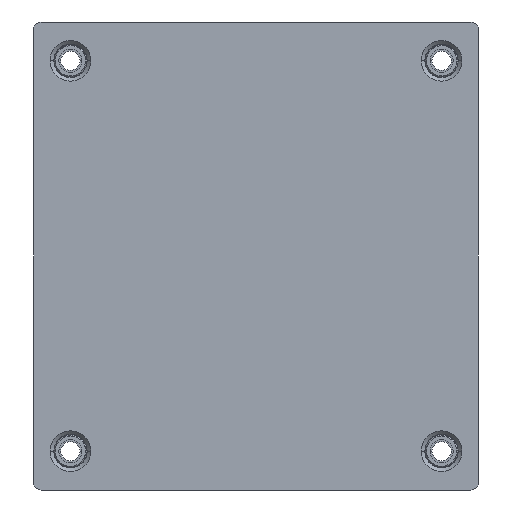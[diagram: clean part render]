
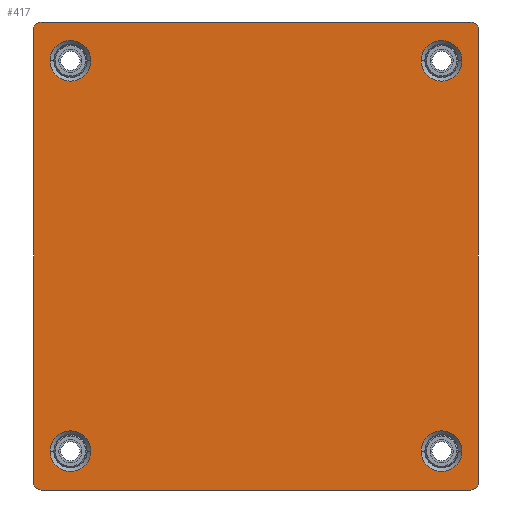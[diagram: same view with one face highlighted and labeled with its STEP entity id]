
A CAD part, front view. The second image highlights one B-rep face of the part: STEP entity #417.
In plain terms, the highlighted planar face has unit normal (0, -1, 0).
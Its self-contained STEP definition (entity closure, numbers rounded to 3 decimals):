
#2=CARTESIAN_POINT('',(27.95,0.,29.45));
#3=DIRECTION('',(0.,-1.,0.));
#4=DIRECTION('',(1.,0.,0.));
#5=AXIS2_PLACEMENT_3D('',#2,#3,#4);
#7=DIRECTION('',(0.,0.,-1.));
#8=VECTOR('',#7,58.9);
#9=CARTESIAN_POINT('',(28.95,0.,29.45));
#10=LINE('',#9,#8);
#11=CARTESIAN_POINT('',(27.95,0.,-29.45));
#12=DIRECTION('',(0.,-1.,0.));
#13=DIRECTION('',(0.,0.,-1.));
#14=AXIS2_PLACEMENT_3D('',#11,#12,#13);
#16=DIRECTION('',(-1.,0.,0.));
#17=VECTOR('',#16,55.9);
#18=CARTESIAN_POINT('',(27.95,0.,-30.45));
#19=LINE('',#18,#17);
#20=CARTESIAN_POINT('',(-27.95,0.,-29.45));
#21=DIRECTION('',(0.,-1.,0.));
#22=DIRECTION('',(-1.,0.,0.));
#23=AXIS2_PLACEMENT_3D('',#20,#21,#22);
#25=DIRECTION('',(0.,0.,1.));
#26=VECTOR('',#25,58.9);
#27=CARTESIAN_POINT('',(-28.95,0.,-29.45));
#28=LINE('',#27,#26);
#29=CARTESIAN_POINT('',(-27.95,0.,29.45));
#30=DIRECTION('',(0.,-1.,0.));
#31=DIRECTION('',(0.,0.,1.));
#32=AXIS2_PLACEMENT_3D('',#29,#30,#31);
#34=DIRECTION('',(1.,0.,0.));
#35=VECTOR('',#34,55.9);
#36=CARTESIAN_POINT('',(-27.95,0.,30.45));
#37=LINE('',#36,#35);
#38=CARTESIAN_POINT('',(24.15,0.,-25.4));
#39=DIRECTION('',(0.,1.,0.));
#40=DIRECTION('',(-1.,0.,0.));
#41=AXIS2_PLACEMENT_3D('',#38,#39,#40);
#43=CARTESIAN_POINT('',(24.15,0.,-25.4));
#44=DIRECTION('',(0.,1.,0.));
#45=DIRECTION('',(1.,0.,0.));
#46=AXIS2_PLACEMENT_3D('',#43,#44,#45);
#48=CARTESIAN_POINT('',(-24.15,0.,-25.4));
#49=DIRECTION('',(0.,1.,0.));
#50=DIRECTION('',(-1.,0.,0.));
#51=AXIS2_PLACEMENT_3D('',#48,#49,#50);
#53=CARTESIAN_POINT('',(-24.15,0.,-25.4));
#54=DIRECTION('',(0.,1.,0.));
#55=DIRECTION('',(1.,0.,0.));
#56=AXIS2_PLACEMENT_3D('',#53,#54,#55);
#58=CARTESIAN_POINT('',(-24.15,0.,25.4));
#59=DIRECTION('',(0.,1.,0.));
#60=DIRECTION('',(-1.,0.,0.));
#61=AXIS2_PLACEMENT_3D('',#58,#59,#60);
#63=CARTESIAN_POINT('',(-24.15,0.,25.4));
#64=DIRECTION('',(0.,1.,0.));
#65=DIRECTION('',(1.,0.,0.));
#66=AXIS2_PLACEMENT_3D('',#63,#64,#65);
#68=CARTESIAN_POINT('',(24.15,0.,25.4));
#69=DIRECTION('',(0.,1.,0.));
#70=DIRECTION('',(-1.,0.,0.));
#71=AXIS2_PLACEMENT_3D('',#68,#69,#70);
#73=CARTESIAN_POINT('',(24.15,0.,25.4));
#74=DIRECTION('',(0.,1.,0.));
#75=DIRECTION('',(1.,0.,0.));
#76=AXIS2_PLACEMENT_3D('',#73,#74,#75);
#290=CARTESIAN_POINT('',(28.95,0.,29.45));
#291=CARTESIAN_POINT('',(27.95,0.,30.45));
#292=VERTEX_POINT('',#290);
#293=VERTEX_POINT('',#291);
#298=CARTESIAN_POINT('',(27.95,0.,-30.45));
#299=CARTESIAN_POINT('',(28.95,0.,-29.45));
#300=VERTEX_POINT('',#298);
#301=VERTEX_POINT('',#299);
#306=CARTESIAN_POINT('',(-28.95,0.,-29.45));
#307=CARTESIAN_POINT('',(-27.95,0.,-30.45));
#308=VERTEX_POINT('',#306);
#309=VERTEX_POINT('',#307);
#314=CARTESIAN_POINT('',(-27.95,0.,30.45));
#315=CARTESIAN_POINT('',(-28.95,0.,29.45));
#316=VERTEX_POINT('',#314);
#317=VERTEX_POINT('',#315);
#338=CARTESIAN_POINT('',(21.5,0.,-25.4));
#339=CARTESIAN_POINT('',(26.8,0.,-25.4));
#340=VERTEX_POINT('',#338);
#341=VERTEX_POINT('',#339);
#346=CARTESIAN_POINT('',(-26.8,0.,-25.4));
#347=CARTESIAN_POINT('',(-21.5,0.,-25.4));
#348=VERTEX_POINT('',#346);
#349=VERTEX_POINT('',#347);
#354=CARTESIAN_POINT('',(-26.8,0.,25.4));
#355=CARTESIAN_POINT('',(-21.5,0.,25.4));
#356=VERTEX_POINT('',#354);
#357=VERTEX_POINT('',#355);
#362=CARTESIAN_POINT('',(21.5,0.,25.4));
#363=CARTESIAN_POINT('',(26.8,0.,25.4));
#364=VERTEX_POINT('',#362);
#365=VERTEX_POINT('',#363);
#370=CARTESIAN_POINT('',(0.,0.,0.));
#371=DIRECTION('',(0.,1.,0.));
#372=DIRECTION('',(1.,0.,0.));
#373=AXIS2_PLACEMENT_3D('',#370,#371,#372);
#374=PLANE('',#373);
#376=ORIENTED_EDGE('',*,*,#375,.F.);
#378=ORIENTED_EDGE('',*,*,#377,.T.);
#380=ORIENTED_EDGE('',*,*,#379,.F.);
#382=ORIENTED_EDGE('',*,*,#381,.T.);
#384=ORIENTED_EDGE('',*,*,#383,.F.);
#386=ORIENTED_EDGE('',*,*,#385,.T.);
#388=ORIENTED_EDGE('',*,*,#387,.F.);
#390=ORIENTED_EDGE('',*,*,#389,.T.);
#391=EDGE_LOOP('',(#376,#378,#380,#382,#384,#386,#388,#390));
#392=FACE_OUTER_BOUND('',#391,.F.);
#394=ORIENTED_EDGE('',*,*,#393,.F.);
#396=ORIENTED_EDGE('',*,*,#395,.F.);
#397=EDGE_LOOP('',(#394,#396));
#398=FACE_BOUND('',#397,.F.);
#400=ORIENTED_EDGE('',*,*,#399,.F.);
#402=ORIENTED_EDGE('',*,*,#401,.F.);
#403=EDGE_LOOP('',(#400,#402));
#404=FACE_BOUND('',#403,.F.);
#406=ORIENTED_EDGE('',*,*,#405,.F.);
#408=ORIENTED_EDGE('',*,*,#407,.F.);
#409=EDGE_LOOP('',(#406,#408));
#410=FACE_BOUND('',#409,.F.);
#412=ORIENTED_EDGE('',*,*,#411,.F.);
#414=ORIENTED_EDGE('',*,*,#413,.F.);
#415=EDGE_LOOP('',(#412,#414));
#416=FACE_BOUND('',#415,.F.);
#417=ADVANCED_FACE('',(#392,#398,#404,#410,#416),#374,.F.);
#6=CIRCLE('',#5,1.);
#15=CIRCLE('',#14,1.);
#24=CIRCLE('',#23,1.);
#33=CIRCLE('',#32,1.);
#42=CIRCLE('',#41,2.65);
#47=CIRCLE('',#46,2.65);
#52=CIRCLE('',#51,2.65);
#57=CIRCLE('',#56,2.65);
#62=CIRCLE('',#61,2.65);
#67=CIRCLE('',#66,2.65);
#72=CIRCLE('',#71,2.65);
#77=CIRCLE('',#76,2.65);
#375=EDGE_CURVE('',#292,#293,#6,.T.);
#377=EDGE_CURVE('',#292,#301,#10,.T.);
#379=EDGE_CURVE('',#300,#301,#15,.T.);
#381=EDGE_CURVE('',#300,#309,#19,.T.);
#383=EDGE_CURVE('',#308,#309,#24,.T.);
#385=EDGE_CURVE('',#308,#317,#28,.T.);
#387=EDGE_CURVE('',#316,#317,#33,.T.);
#389=EDGE_CURVE('',#316,#293,#37,.T.);
#393=EDGE_CURVE('',#340,#341,#42,.T.);
#395=EDGE_CURVE('',#341,#340,#47,.T.);
#399=EDGE_CURVE('',#348,#349,#52,.T.);
#401=EDGE_CURVE('',#349,#348,#57,.T.);
#405=EDGE_CURVE('',#356,#357,#62,.T.);
#407=EDGE_CURVE('',#357,#356,#67,.T.);
#411=EDGE_CURVE('',#364,#365,#72,.T.);
#413=EDGE_CURVE('',#365,#364,#77,.T.);
